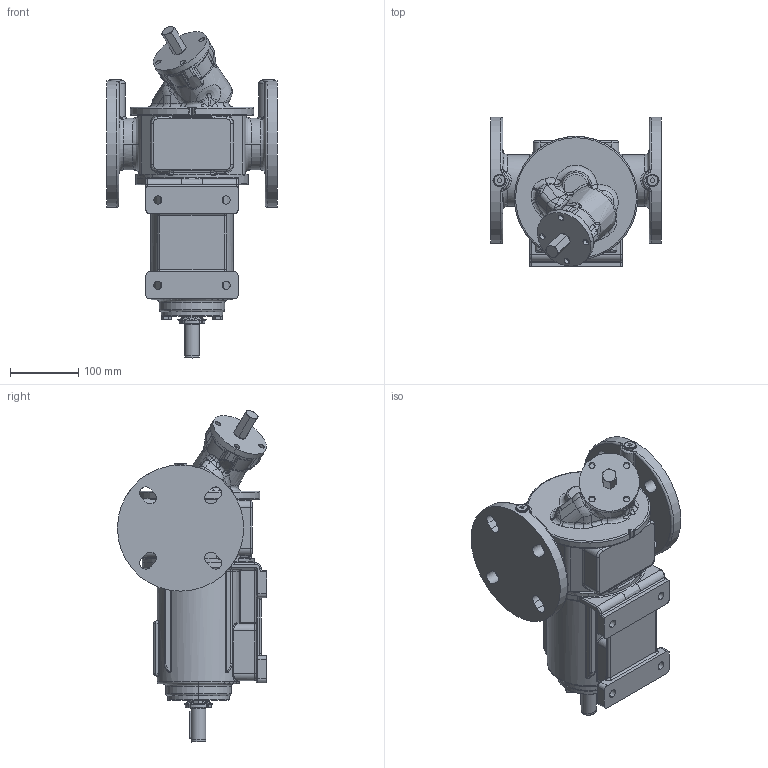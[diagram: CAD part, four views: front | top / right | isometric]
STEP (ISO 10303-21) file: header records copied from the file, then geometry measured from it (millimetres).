
FILE_DESCRIPTION((''),'2;1');
FILE_NAME('R_51_GL1B_Y','2020-12-22T15:28:58',('Nicola'),(''),'CREO PARAMETRIC BY PTC INC, 2020342','CREO PARAMETRIC BY PTC INC, 2020342','');
FILE_SCHEMA(('CONFIG_CONTROL_DESIGN'));
Products named in the file (1): R_51_GL1B_Y
Bounding box: 250 x 218.5 x 486.46 mm (x, y, z)
Volume: 6932610.4 mm3; surface area: 412530.4 mm2
Topology: 1 solids, 1 shells, 954 faces, 2304 edges, 1371 vertices
Faces by surface type: bspline 267, cylinder 253, plane 206, torus 126, cone 88, sphere 13, extrusion 1
Entity records: 52402 total; most frequent: CARTESIAN_POINT 31844, ORIENTED_EDGE 4608, DIRECTION 3954, EDGE_CURVE 2304, AXIS2_PLACEMENT_3D 1625, VERTEX_POINT 1371, EDGE_LOOP 997, FACE_OUTER_BOUND 954
